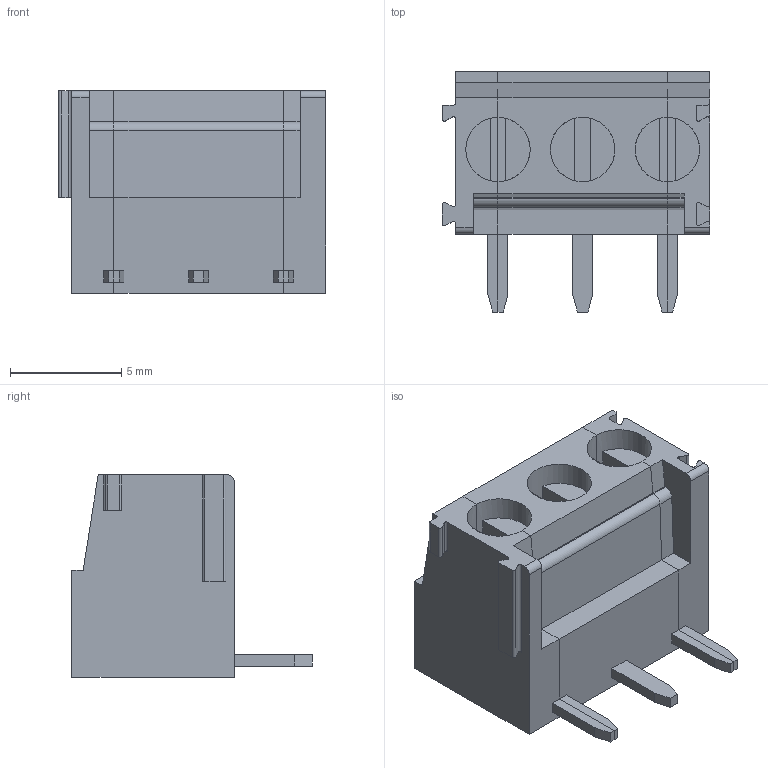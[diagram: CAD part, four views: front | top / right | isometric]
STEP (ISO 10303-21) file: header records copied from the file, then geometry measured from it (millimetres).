
FILE_DESCRIPTION( ( 'Unknown' ), '1' );
FILE_NAME( '691214300003.stp', 'Unknown', ( 'Unknown' ), ( 'Unknown' ), 'PSStep 18.0.17', 'Unknown', ' ' );
FILE_SCHEMA( ( 'AUTOMOTIVE_DESIGN { 1 0 10303 214 1 1 1 1 }' ) );
Length unit declared in the file: millimetre
Products named in the file (4): Assem1; CPP3.81SQ_DX; CPP3.81SQ_SX; 691214300003
Assembly tree (3 placements, depth 2):
  Assem1
    CPP3.81SQ_DX
    CPP3.81SQ_SX
    691214300003
Bounding box: 12.03 x 10.8 x 9.1 mm (x, y, z)
Volume: 568.3 mm3; surface area: 887.7 mm2
Topology: 3 solids, 3 shells, 213 faces, 597 edges, 394 vertices
Faces by surface type: plane 187, cylinder 26
Full cylindrical faces by diameter (mm): 2.9 x1
Entity records: 8518 total; most frequent: CARTESIAN_POINT 1205, ORIENTED_EDGE 1190, DIRECTION 1092, EDGE_CURVE 595, LINE 532, VECTOR 532, VERTEX_POINT 393, AXIS2_PLACEMENT_3D 280
